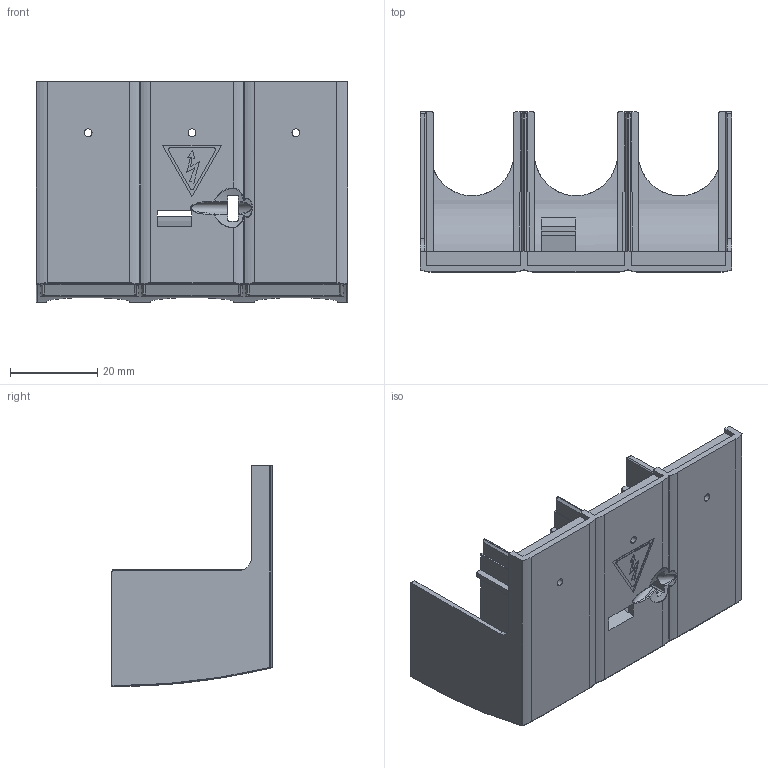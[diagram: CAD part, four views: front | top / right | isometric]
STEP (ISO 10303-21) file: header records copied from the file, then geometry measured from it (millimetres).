
FILE_DESCRIPTION (( 'STEP AP214' ), '1' );
FILE_NAME ('ZH37TS33.STEP', '2025-02-19T17:19:04', ( '' ), ( '' ), 'SwSTEP 2.0', 'SolidWorks 2022', '' );
FILE_SCHEMA (( 'AUTOMOTIVE_DESIGN' ));
Length unit declared in the file: millimetre
Products named in the file (1): ZH37TS33
Bounding box: 71.4 x 36.7 x 50.6 mm (x, y, z)
Volume: 13711.3 mm3; surface area: 19322.6 mm2
Topology: 1 solids, 1 shells, 331 faces, 890 edges, 555 vertices
Faces by surface type: plane 178, cylinder 87, bspline 28, torus 20, sphere 12, cone 6
Entity records: 12850 total; most frequent: CARTESIAN_POINT 4884, ORIENTED_EDGE 1748, DIRECTION 1547, EDGE_CURVE 874, LINE 551, VECTOR 551, VERTEX_POINT 549, AXIS2_PLACEMENT_3D 498
